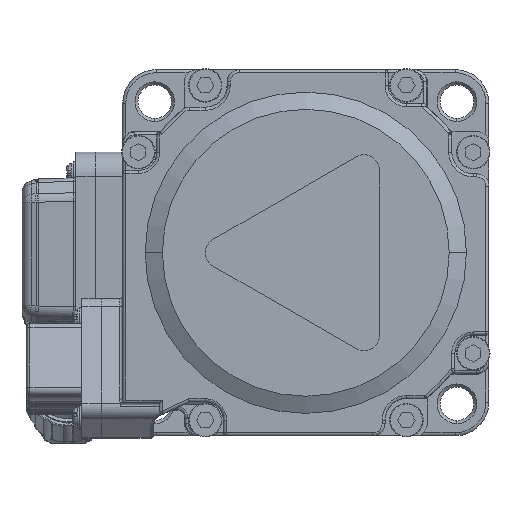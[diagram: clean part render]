
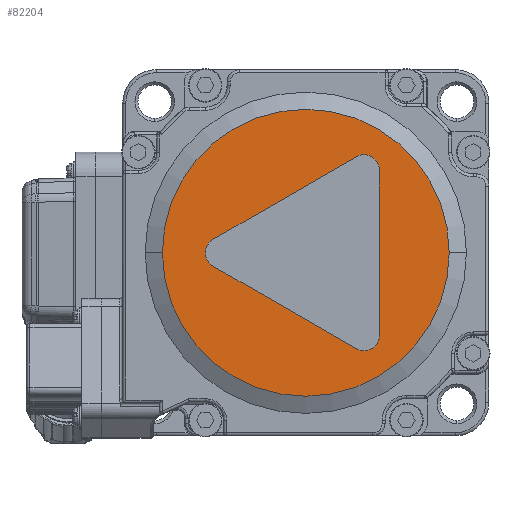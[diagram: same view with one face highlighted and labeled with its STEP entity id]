
A CAD part, left-side view. The second image highlights one B-rep face of the part: STEP entity #82204.
In plain terms, the highlighted face is planar.
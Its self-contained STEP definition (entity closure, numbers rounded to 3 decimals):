
#619 = LINE ( 'NONE', #43030, #98538 ) ;
#2015 = DIRECTION ( 'NONE',  ( 0., 0., -1. ) ) ;
#2085 = CARTESIAN_POINT ( 'NONE',  ( 0., 0., 0. ) ) ;
#2469 = DIRECTION ( 'NONE',  ( 0., 0., -1. ) ) ;
#2849 = EDGE_CURVE ( 'NONE', #43517, #27944, #76304, .T. ) ;
#3224 = CARTESIAN_POINT ( 'NONE',  ( 0., -12.035, 0. ) ) ;
#3940 = DIRECTION ( 'NONE',  ( 0., -1., 0. ) ) ;
#5255 = VERTEX_POINT ( 'NONE', #38549 ) ;
#5421 = EDGE_LOOP ( 'NONE', ( #84611, #15198, #6567, #21401, #31347, #12806, #64894 ) ) ;
#6474 = CIRCLE ( 'NONE', #21218, 2.5 ) ;
#6567 = ORIENTED_EDGE ( 'NONE', *, *, #2849, .T. ) ;
#7136 = DIRECTION ( 'NONE',  ( 0., 0., -1. ) ) ;
#8800 = CARTESIAN_POINT ( 'NONE',  ( 0., -9.535, -13.57 ) ) ;
#8822 = CARTESIAN_POINT ( 'NONE',  ( 0., -12.035, 13.57 ) ) ;
#9301 = VERTEX_POINT ( 'NONE', #62271 ) ;
#10077 = DIRECTION ( 'NONE',  ( 0., -1., 0. ) ) ;
#10631 = AXIS2_PLACEMENT_3D ( 'NONE', #96952, #49518, #2015 ) ;
#11016 = VECTOR ( 'NONE', #50715, 1000. ) ;
#12806 = ORIENTED_EDGE ( 'NONE', *, *, #54422, .T. ) ;
#13266 = CIRCLE ( 'NONE', #23927, 2.5 ) ;
#13503 = LINE ( 'NONE', #3224, #11016 ) ;
#15198 = ORIENTED_EDGE ( 'NONE', *, *, #46351, .T. ) ;
#16738 = DIRECTION ( 'NONE',  ( 0., 0., -1. ) ) ;
#21059 = CARTESIAN_POINT ( 'NONE',  ( 0., 13.969, 0. ) ) ;
#21218 = AXIS2_PLACEMENT_3D ( 'NONE', #21059, #76588, #29026 ) ;
#21303 = ORIENTED_EDGE ( 'NONE', *, *, #47061, .F. ) ;
#21401 = ORIENTED_EDGE ( 'NONE', *, *, #28737, .T. ) ;
#23927 = AXIS2_PLACEMENT_3D ( 'NONE', #97376, #49967, #2469 ) ;
#25441 = CARTESIAN_POINT ( 'NONE',  ( 0., -9.535, -16.07 ) ) ;
#26428 = VERTEX_POINT ( 'NONE', #94693 ) ;
#27944 = VERTEX_POINT ( 'NONE', #68906 ) ;
#28737 = EDGE_CURVE ( 'NONE', #27944, #36032, #13503, .T. ) ;
#29026 = DIRECTION ( 'NONE',  ( 0., 0., -1. ) ) ;
#31347 = ORIENTED_EDGE ( 'NONE', *, *, #83401, .T. ) ;
#34514 = FACE_OUTER_BOUND ( 'NONE', #39184, .T. ) ;
#36032 = VERTEX_POINT ( 'NONE', #8822 ) ;
#37718 = CIRCLE ( 'NONE', #44744, 23.5 ) ;
#38549 = CARTESIAN_POINT ( 'NONE',  ( 0., -8.285, -15.735 ) ) ;
#39184 = EDGE_LOOP ( 'NONE', ( #95673, #21303 ) ) ;
#39411 = VECTOR ( 'NONE', #53028, 1000. ) ;
#43030 = CARTESIAN_POINT ( 'NONE',  ( 0., 15.219, -2.165 ) ) ;
#43346 = AXIS2_PLACEMENT_3D ( 'NONE', #101998, #54595, #7136 ) ;
#43517 = VERTEX_POINT ( 'NONE', #25441 ) ;
#44744 = AXIS2_PLACEMENT_3D ( 'NONE', #98838, #51411, #3940 ) ;
#46351 = EDGE_CURVE ( 'NONE', #5255, #43517, #84952, .T. ) ;
#47061 = EDGE_CURVE ( 'NONE', #70623, #26428, #74946, .T. ) ;
#49182 = PLANE ( 'NONE',  #10631 ) ;
#49430 = EDGE_CURVE ( 'NONE', #26428, #70623, #37718, .T. ) ;
#49518 = DIRECTION ( 'NONE',  ( 1., 0., 0. ) ) ;
#49967 = DIRECTION ( 'NONE',  ( -1., 0., 0. ) ) ;
#50657 = FACE_BOUND ( 'NONE', #5421, .T. ) ;
#50715 = DIRECTION ( 'NONE',  ( 0., 0., 1. ) ) ;
#51024 = DIRECTION ( 'NONE',  ( 0., -0.866, -0.5 ) ) ;
#51411 = DIRECTION ( 'NONE',  ( -1., 0., 0. ) ) ;
#52687 = CARTESIAN_POINT ( 'NONE',  ( 0., -8.285, 15.735 ) ) ;
#53028 = DIRECTION ( 'NONE',  ( 0., 0.866, -0.5 ) ) ;
#54422 = EDGE_CURVE ( 'NONE', #86944, #9301, #60534, .T. ) ;
#54595 = DIRECTION ( 'NONE',  ( -1., 0., 0. ) ) ;
#55806 = AXIS2_PLACEMENT_3D ( 'NONE', #8800, #64220, #16738 ) ;
#57547 = DIRECTION ( 'NONE',  ( -1., 0., 0. ) ) ;
#60534 = LINE ( 'NONE', #52687, #39411 ) ;
#62271 = CARTESIAN_POINT ( 'NONE',  ( 0., 15.219, 2.165 ) ) ;
#62501 = EDGE_CURVE ( 'NONE', #9301, #93331, #6474, .T. ) ;
#63059 = CARTESIAN_POINT ( 'NONE',  ( 0., 15.219, -2.165 ) ) ;
#64220 = DIRECTION ( 'NONE',  ( -1., 0., 0. ) ) ;
#64894 = ORIENTED_EDGE ( 'NONE', *, *, #62501, .T. ) ;
#68906 = CARTESIAN_POINT ( 'NONE',  ( 0., -12.035, -13.57 ) ) ;
#70623 = VERTEX_POINT ( 'NONE', #94258 ) ;
#70938 = CARTESIAN_POINT ( 'NONE',  ( 0., -8.285, 15.735 ) ) ;
#73137 = AXIS2_PLACEMENT_3D ( 'NONE', #2085, #57547, #10077 ) ;
#74946 = CIRCLE ( 'NONE', #73137, 23.5 ) ;
#76304 = CIRCLE ( 'NONE', #43346, 2.5 ) ;
#76588 = DIRECTION ( 'NONE',  ( -1., 0., 0. ) ) ;
#78144 = EDGE_CURVE ( 'NONE', #93331, #5255, #619, .T. ) ;
#82204 = ADVANCED_FACE ( 'NONE', ( #34514, #50657 ), #49182, .T. ) ;
#83401 = EDGE_CURVE ( 'NONE', #36032, #86944, #13266, .T. ) ;
#84611 = ORIENTED_EDGE ( 'NONE', *, *, #78144, .T. ) ;
#84952 = CIRCLE ( 'NONE', #55806, 2.5 ) ;
#86944 = VERTEX_POINT ( 'NONE', #70938 ) ;
#93331 = VERTEX_POINT ( 'NONE', #63059 ) ;
#94258 = CARTESIAN_POINT ( 'NONE',  ( 0., 23.5, 0. ) ) ;
#94693 = CARTESIAN_POINT ( 'NONE',  ( 0., -23.5, 0. ) ) ;
#95673 = ORIENTED_EDGE ( 'NONE', *, *, #49430, .F. ) ;
#96952 = CARTESIAN_POINT ( 'NONE',  ( 0., 0., 0. ) ) ;
#97376 = CARTESIAN_POINT ( 'NONE',  ( 0., -9.535, 13.57 ) ) ;
#98538 = VECTOR ( 'NONE', #51024, 1000. ) ;
#98838 = CARTESIAN_POINT ( 'NONE',  ( 0., 0., 0. ) ) ;
#101998 = CARTESIAN_POINT ( 'NONE',  ( 0., -9.535, -13.57 ) ) ;
